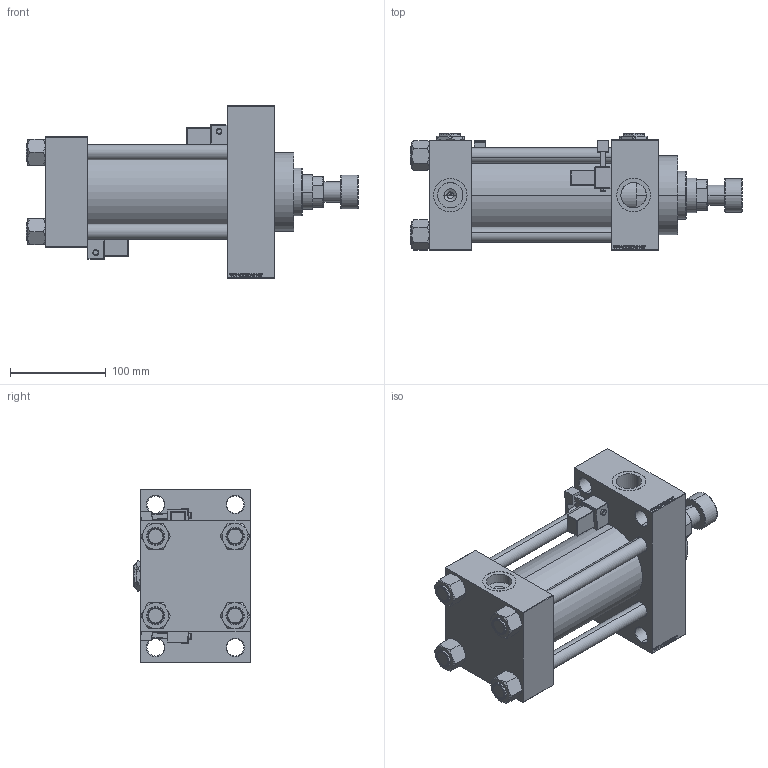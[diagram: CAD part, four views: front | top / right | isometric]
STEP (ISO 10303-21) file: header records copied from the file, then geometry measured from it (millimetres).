
FILE_DESCRIPTION (( 'STEP AP203' ), '1' );
FILE_NAME ('bf0d.STEP', '2023-10-10T23:27:36', ( '' ), ( '' ), 'SwSTEP 2.0', 'SolidWorks 2019', '' );
FILE_SCHEMA (( 'CONFIG_CONTROL_DESIGN' ));
Length unit declared in the file: millimetre
Products named in the file (9): V215CR_D_Body 6ac2c7a6e7c3dc942e6a5653358469aa; V215CR_D_TYCINKA 6ac2c7a6e7c3dc942e6a5653358469aa; V215_VC_A 6ac2c7a6e7c3dc942e6a5653358469aa; NUT_M5_D 6ac2c7a6e7c3dc942e6a5653358469aa; V215CR_ROD_END_F 6ac2c7a6e7c3dc942e6a5653358469aa; bf0d; V215CR_MSU 6ac2c7a6e7c3dc942e6a5653358469aa; Zatka_pro_OIL_PORT 6ac2c7a6e7c3dc942e6a5653358469aa; V215CR_VCP_D 6ac2c7a6e7c3dc942e6a5653358469aa
Assembly tree (16 placements, depth 2):
  bf0d
    V215CR_D_Body 6ac2c7a6e7c3dc942e6a5653358469aa
    V215CR_VCP_D 6ac2c7a6e7c3dc942e6a5653358469aa
    NUT_M5_D 6ac2c7a6e7c3dc942e6a5653358469aa  x4
    V215CR_D_TYCINKA 6ac2c7a6e7c3dc942e6a5653358469aa  x4
    V215_VC_A 6ac2c7a6e7c3dc942e6a5653358469aa
    V215CR_ROD_END_F 6ac2c7a6e7c3dc942e6a5653358469aa
    V215CR_MSU 6ac2c7a6e7c3dc942e6a5653358469aa  x2
    Zatka_pro_OIL_PORT 6ac2c7a6e7c3dc942e6a5653358469aa  x2
Bounding box: 346 x 122 x 180 mm (x, y, z)
Volume: 2238994.6 mm3; surface area: 388177 mm2
Topology: 16 solids, 16 shells, 1420 faces, 3522 edges, 2236 vertices
Faces by surface type: plane 655, bspline 368, cone 186, cylinder 163, torus 24, sphere 24
Entity records: 52467 total; most frequent: CARTESIAN_POINT 26277, ORIENTED_EDGE 5734, DIRECTION 3997, EDGE_CURVE 2867, VERTEX_POINT 1860, VECTOR 1675, LINE 1675, EDGE_LOOP 1289
